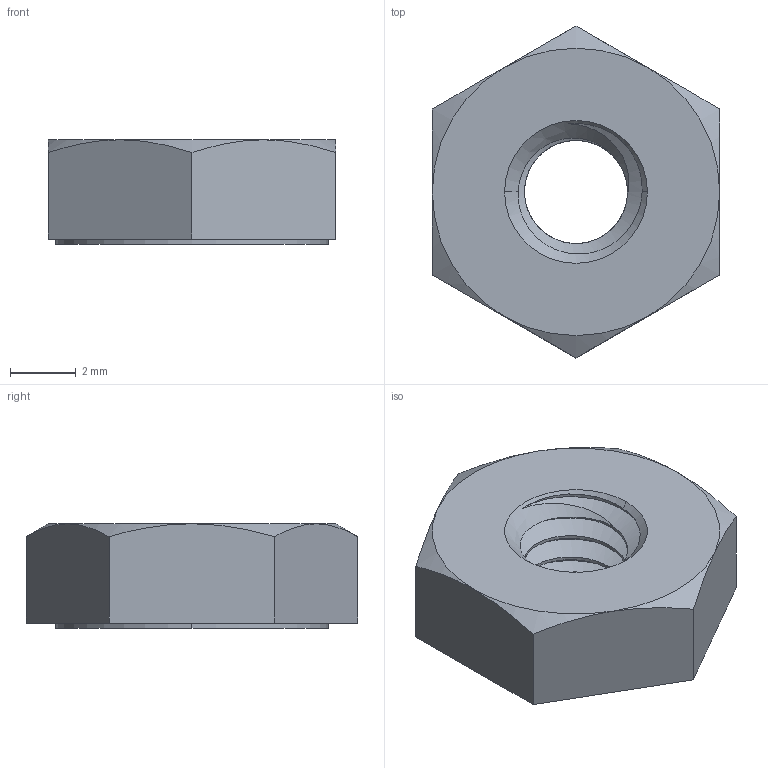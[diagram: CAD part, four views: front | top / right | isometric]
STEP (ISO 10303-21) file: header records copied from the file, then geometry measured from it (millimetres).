
FILE_DESCRIPTION (( 'STEP AP203' ), '1' );
FILE_NAME ('94812A114_Nylon Hex Nut.STEP', '2022-12-13T19:54:53', ( 'Administrator' ), ( 'Managed by Terraform' ), 'SwSTEP 2.0', 'SolidWorks 2017', '' );
FILE_SCHEMA (( 'CONFIG_CONTROL_DESIGN' ));
Length unit declared in the file: inch
Products named in the file (1): 94812A114_Nylon Hex Nut
Bounding box: 8.73 x 10.08 x 3.17 mm (x, y, z)
Volume: 171.7 mm3; surface area: 257.3 mm2
Topology: 1 solids, 1 shells, 35 faces, 90 edges, 58 vertices
Faces by surface type: cone 12, cylinder 11, plane 9, bspline 3
Entity records: 1916 total; most frequent: CARTESIAN_POINT 1089, ORIENTED_EDGE 180, DIRECTION 126, EDGE_CURVE 90, VERTEX_POINT 58, AXIS2_PLACEMENT_3D 49, EDGE_LOOP 38, ADVANCED_FACE 35
